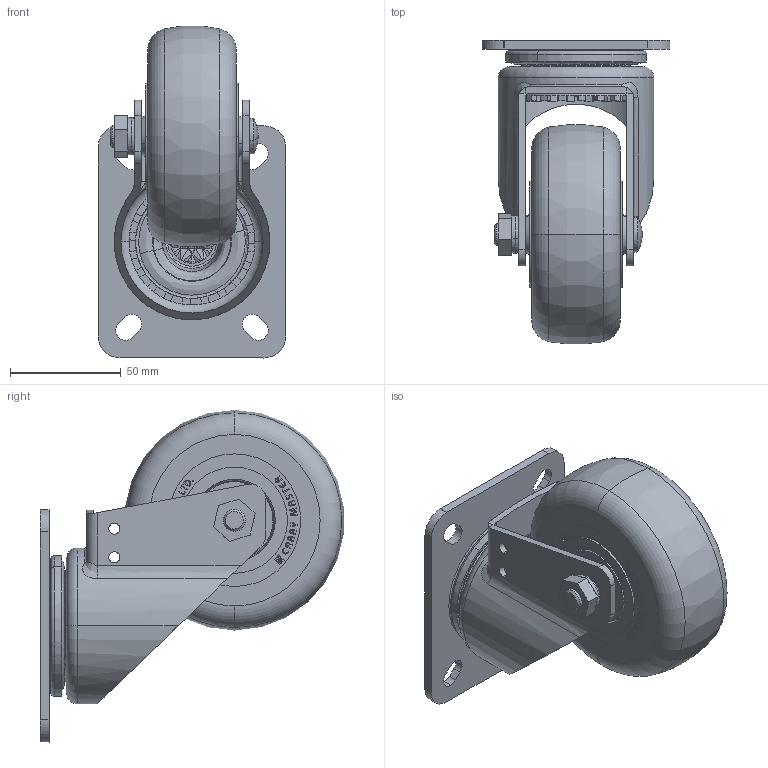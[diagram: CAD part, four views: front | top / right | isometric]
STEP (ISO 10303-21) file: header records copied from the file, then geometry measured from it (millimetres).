
FILE_DESCRIPTION (( 'STEP AP203' ), '1' );
FILE_NAME ('ACLMU-100SF.STEP', '2015-09-23T07:05:44', ( 'WON SINCHUL' ), ( 'Hewlett-Packard Company' ), 'SwSTEP 2.0', 'SolidWorks 2015', '' );
FILE_SCHEMA (( 'CONFIG_CONTROL_DESIGN' ));
Length unit declared in the file: millimetre
Products named in the file (1): ACLMU-100SF
Bounding box: 85 x 137.27 x 150.13 mm (x, y, z)
Volume: 417842.5 mm3; surface area: 137210.6 mm2
Topology: 13 solids, 13 shells, 1400 faces, 3670 edges, 2385 vertices
Faces by surface type: plane 763, bspline 347, cylinder 197, torus 57, cone 36
Entity records: 48230 total; most frequent: CARTESIAN_POINT 15515, ORIENTED_EDGE 7332, DIRECTION 5759, EDGE_CURVE 3666, VERTEX_POINT 2385, VECTOR 2219, LINE 2219, AXIS2_PLACEMENT_3D 1770
